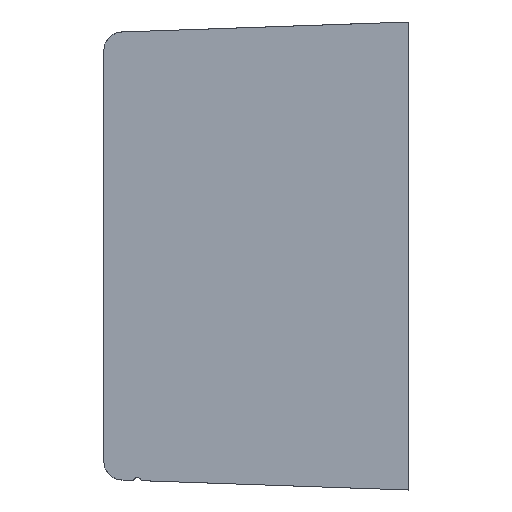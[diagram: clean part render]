
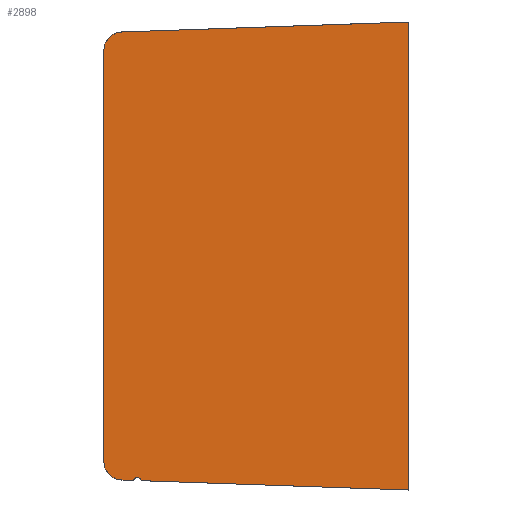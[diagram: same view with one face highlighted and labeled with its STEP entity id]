
A CAD part, left-side view. The second image highlights one B-rep face of the part: STEP entity #2898.
In plain terms, the highlighted planar face has unit normal (1, 0, 0).
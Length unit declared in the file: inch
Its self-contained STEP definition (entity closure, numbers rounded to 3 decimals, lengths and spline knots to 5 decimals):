
#457 = CARTESIAN_POINT ( 'NONE',  ( -0.9935, 3.05698, 2.39325 ) ) ;
#933 = VECTOR ( 'NONE', #36531, 39.37008 ) ;
#2383 = CIRCLE ( 'NONE', #4416, 0.2 ) ;
#2437 = AXIS2_PLACEMENT_3D ( 'NONE', #63210, #63143, #63058 ) ;
#2898 = ADVANCED_FACE ( 'NONE', ( #3347 ), #64103, .T. ) ;
#3347 = FACE_OUTER_BOUND ( 'NONE', #34746, .T. ) ;
#3646 = VERTEX_POINT ( 'NONE', #29699 ) ;
#4416 = AXIS2_PLACEMENT_3D ( 'NONE', #66517, #66091, #60654 ) ;
#6036 = EDGE_CURVE ( 'NONE', #3646, #8358, #58661, .T. ) ;
#8358 = VERTEX_POINT ( 'NONE', #51550 ) ;
#8804 = CARTESIAN_POINT ( 'NONE',  ( -0.9935, 0., -2.5 ) ) ;
#12444 = VERTEX_POINT ( 'NONE', #12678 ) ;
#12678 = CARTESIAN_POINT ( 'NONE',  ( -0.9935, 0., 2.5 ) ) ;
#12939 = AXIS2_PLACEMENT_3D ( 'NONE', #44641, #44576, #44495 ) ;
#13813 = LINE ( 'NONE', #54981, #26002 ) ;
#15652 = VECTOR ( 'NONE', #33550, 39.37008 ) ;
#15658 = EDGE_CURVE ( 'NONE', #50333, #3646, #26429, .T. ) ;
#17789 = EDGE_CURVE ( 'NONE', #55664, #25732, #2383, .T. ) ;
#21192 = CARTESIAN_POINT ( 'NONE',  ( -0.9935, 3.25, -2.19337 ) ) ;
#21413 = ORIENTED_EDGE ( 'NONE', *, *, #28718, .T. ) ;
#21505 = CARTESIAN_POINT ( 'NONE',  ( -0.9935, 3.05698, 2.39325 ) ) ;
#22664 = CARTESIAN_POINT ( 'NONE',  ( -0.9935, 0., 2.5 ) ) ;
#25690 = EDGE_CURVE ( 'NONE', #37751, #36569, #41798, .T. ) ;
#25732 = VERTEX_POINT ( 'NONE', #21505 ) ;
#26002 = VECTOR ( 'NONE', #44654, 39.37008 ) ;
#26429 = LINE ( 'NONE', #8804, #40081 ) ;
#27002 = AXIS2_PLACEMENT_3D ( 'NONE', #27427, #27365, #27347 ) ;
#27262 = CARTESIAN_POINT ( 'NONE',  ( -0.9935, 3.25, 2.5 ) ) ;
#27347 = DIRECTION ( 'NONE',  ( 0., 0., -1. ) ) ;
#27365 = DIRECTION ( 'NONE',  ( 1., 0., 0. ) ) ;
#27427 = CARTESIAN_POINT ( 'NONE',  ( -0.9935, 3.05, -2.19337 ) ) ;
#28718 = EDGE_CURVE ( 'NONE', #12444, #50333, #43019, .T. ) ;
#29322 = ORIENTED_EDGE ( 'NONE', *, *, #6036, .T. ) ;
#29397 = CARTESIAN_POINT ( 'NONE',  ( -0.9935, 3.05698, -2.39325 ) ) ;
#29699 = CARTESIAN_POINT ( 'NONE',  ( -0.9935, 2.84799, -2.40055 ) ) ;
#32007 = EDGE_CURVE ( 'NONE', #25732, #12444, #40446, .T. ) ;
#33550 = DIRECTION ( 'NONE',  ( 0., 0., -1. ) ) ;
#33824 = CARTESIAN_POINT ( 'NONE',  ( -0.9935, 0., -2.5 ) ) ;
#34707 = ORIENTED_EDGE ( 'NONE', *, *, #17789, .T. ) ;
#34746 = EDGE_LOOP ( 'NONE', ( #21413, #58273, #29322, #57984, #41289, #62459, #34707, #64610 ) ) ;
#36531 = DIRECTION ( 'NONE',  ( 0., -0.999, 0.035 ) ) ;
#36569 = VERTEX_POINT ( 'NONE', #21192 ) ;
#37751 = VERTEX_POINT ( 'NONE', #29397 ) ;
#40081 = VECTOR ( 'NONE', #45241, 39.37008 ) ;
#40446 = LINE ( 'NONE', #457, #933 ) ;
#40709 = EDGE_CURVE ( 'NONE', #36569, #55664, #63031, .T. ) ;
#41289 = ORIENTED_EDGE ( 'NONE', *, *, #25690, .T. ) ;
#41798 = CIRCLE ( 'NONE', #27002, 0.2 ) ;
#43019 = LINE ( 'NONE', #22664, #15652 ) ;
#44495 = DIRECTION ( 'NONE',  ( 0., -1., 0. ) ) ;
#44576 = DIRECTION ( 'NONE',  ( -1., 0., 0. ) ) ;
#44641 = CARTESIAN_POINT ( 'NONE',  ( -0.9935, 2.89106, -2.41359 ) ) ;
#44654 = DIRECTION ( 'NONE',  ( 0., 0.999, 0.035 ) ) ;
#45241 = DIRECTION ( 'NONE',  ( 0., 0.999, 0.035 ) ) ;
#49294 = VECTOR ( 'NONE', #53291, 39.37008 ) ;
#50333 = VERTEX_POINT ( 'NONE', #33824 ) ;
#50964 = EDGE_CURVE ( 'NONE', #8358, #37751, #13813, .T. ) ;
#51550 = CARTESIAN_POINT ( 'NONE',  ( -0.9935, 2.93311, -2.39757 ) ) ;
#53291 = DIRECTION ( 'NONE',  ( 0., 0., 1. ) ) ;
#53891 = CARTESIAN_POINT ( 'NONE',  ( -0.9935, 3.25, 2.19337 ) ) ;
#54981 = CARTESIAN_POINT ( 'NONE',  ( -0.9935, 2.93311, -2.39757 ) ) ;
#55664 = VERTEX_POINT ( 'NONE', #53891 ) ;
#57984 = ORIENTED_EDGE ( 'NONE', *, *, #50964, .T. ) ;
#58273 = ORIENTED_EDGE ( 'NONE', *, *, #15658, .T. ) ;
#58661 = CIRCLE ( 'NONE', #12939, 0.045 ) ;
#60654 = DIRECTION ( 'NONE',  ( 0., 0., -1. ) ) ;
#62459 = ORIENTED_EDGE ( 'NONE', *, *, #40709, .T. ) ;
#63031 = LINE ( 'NONE', #27262, #49294 ) ;
#63058 = DIRECTION ( 'NONE',  ( 0., 1., 0. ) ) ;
#63143 = DIRECTION ( 'NONE',  ( 1., 0., 0. ) ) ;
#63210 = CARTESIAN_POINT ( 'NONE',  ( -0.9935, 3.25, 2.5 ) ) ;
#64103 = PLANE ( 'NONE',  #2437 ) ;
#64610 = ORIENTED_EDGE ( 'NONE', *, *, #32007, .T. ) ;
#66091 = DIRECTION ( 'NONE',  ( 1., 0., 0. ) ) ;
#66517 = CARTESIAN_POINT ( 'NONE',  ( -0.9935, 3.05, 2.19337 ) ) ;
